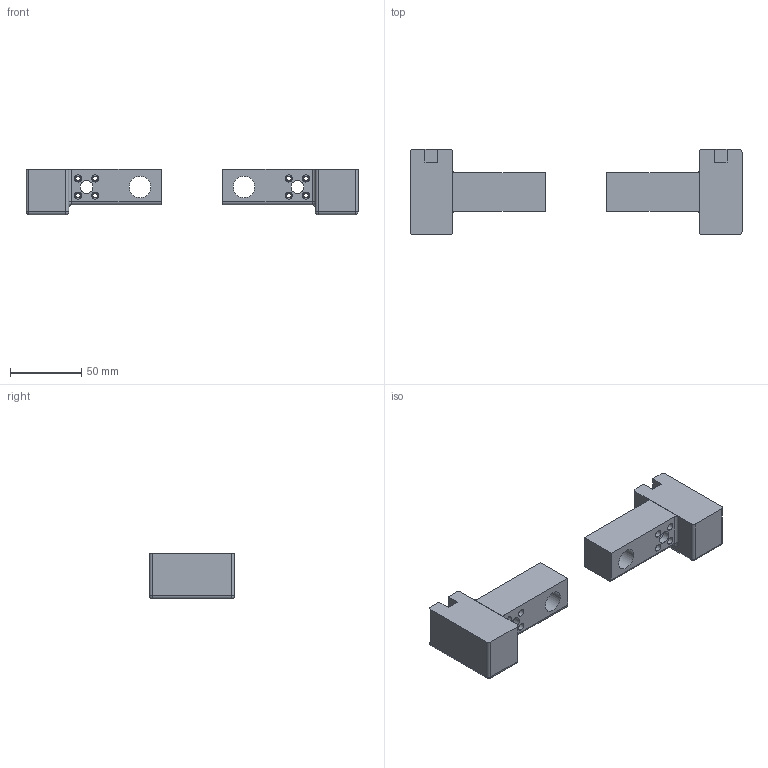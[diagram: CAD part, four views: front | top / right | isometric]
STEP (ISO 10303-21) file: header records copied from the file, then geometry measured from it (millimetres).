
FILE_DESCRIPTION(/* description */ (''),/* implementation_level */ '2;1');
FILE_NAME(/* name */ 'FinalCSProject2 v8.step',/* time_stamp */ '2022-05-06T13:33:42-04:00',/* author */ (''),/* organization */ (''),/* preprocessor_version */ 'ST-DEVELOPER v18.1',/* originating_system */ 'Autodesk Translation Framework v10.14.0.1471',/* authorisation */ '');
FILE_SCHEMA (('AUTOMOTIVE_DESIGN { 1 0 10303 214 3 1 1 }'));
Length unit declared in the file: millimetre
Products named in the file (1): FinalCSProject2
Bounding box: 233 x 60 x 32 mm (x, y, z)
Volume: 132854.4 mm3; surface area: 45105.7 mm2
Topology: 2 solids, 2 shells, 126 faces, 276 edges, 172 vertices
Faces by surface type: plane 58, cylinder 56, sphere 8, torus 4
Full cylindrical faces by diameter (mm): 3.2 x8, 4 x8, 5 x8, 9 x2, 11 x2, 15 x2
Entity records: 3536 total; most frequent: DIRECTION 646, CARTESIAN_POINT 575, ORIENTED_EDGE 552, EDGE_CURVE 276, AXIS2_PLACEMENT_3D 243, EDGE_LOOP 172, VERTEX_POINT 172, LINE 160
